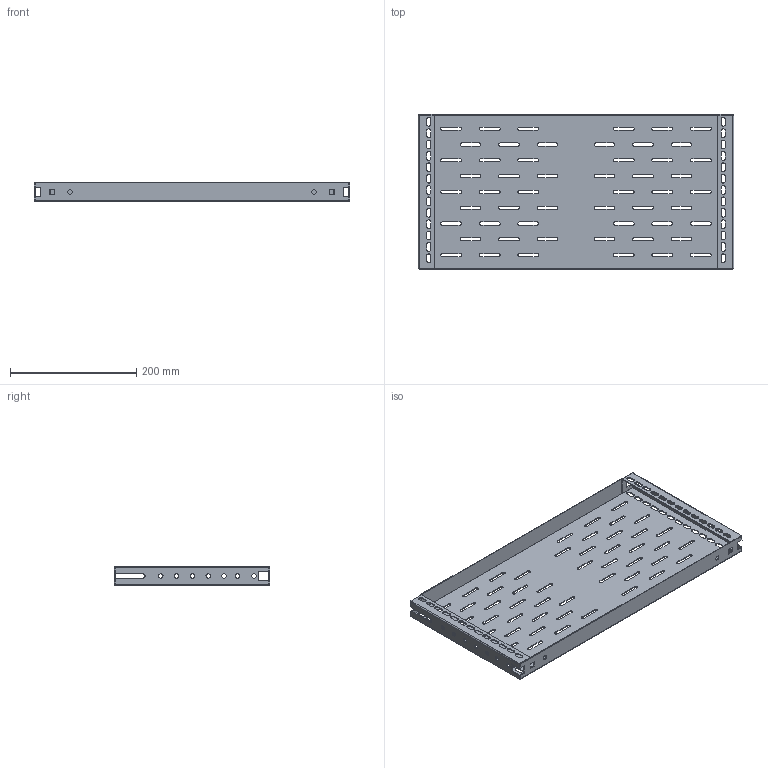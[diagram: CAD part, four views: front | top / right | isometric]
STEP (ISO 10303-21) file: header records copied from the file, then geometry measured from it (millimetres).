
FILE_DESCRIPTION (( 'STEP AP203' ), '1' );
FILE_NAME ('R5DOE6245.step', '2011-03-17T12:01:22', ( 'User' ), ( 'DKC' ), 'SwSTEP 2.0', 'SolidWorks 2011', '' );
FILE_SCHEMA (( 'CONFIG_CONTROL_DESIGN' ));
Length unit declared in the file: millimetre
Products named in the file (1): R5DOE6245
Bounding box: 499 x 246.5 x 30 mm (x, y, z)
Volume: 240032.2 mm3; surface area: 332776.1 mm2
Topology: 1 solids, 1 shells, 652 faces, 1888 edges, 1236 vertices
Faces by surface type: plane 332, cylinder 320
Entity records: 22137 total; most frequent: DIRECTION 3846, CARTESIAN_POINT 3777, ORIENTED_EDGE 3776, EDGE_CURVE 1888, AXIS2_PLACEMENT_3D 1305, VERTEX_POINT 1236, LINE 1236, VECTOR 1236
